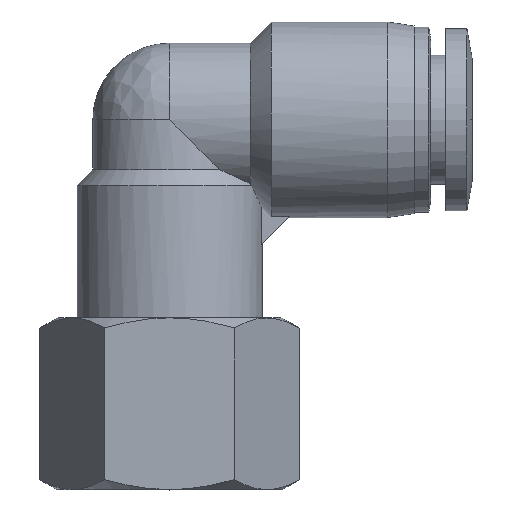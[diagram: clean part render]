
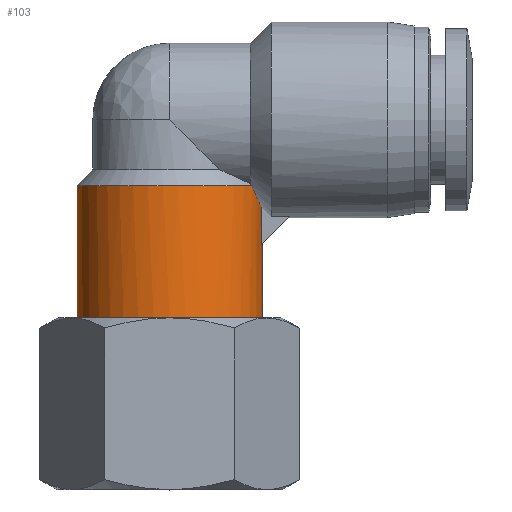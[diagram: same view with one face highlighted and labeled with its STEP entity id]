
A CAD part, top view. The second image highlights one B-rep face of the part: STEP entity #103.
In plain terms, the highlighted cylindrical face has radius 7 mm (diameter 14 mm), a partial arc.
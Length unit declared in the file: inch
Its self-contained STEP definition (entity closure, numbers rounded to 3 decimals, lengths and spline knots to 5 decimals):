
#1 = CIRCLE ( 'NONE', #1173, 0.27559 ) ;
#4 = LINE ( 'NONE', #164, #2000 ) ;
#14 = CARTESIAN_POINT ( 'NONE',  ( 0., 0.3937, 0. ) ) ;
#43 = CARTESIAN_POINT ( 'NONE',  ( 0.27559, 0.22047, 0. ) ) ;
#52 = DIRECTION ( 'NONE',  ( -1., 0., 0. ) ) ;
#65 = CARTESIAN_POINT ( 'NONE',  ( 0., 0.19685, 0. ) ) ;
#69 = EDGE_CURVE ( 'NONE', #3102, #834, #2952, .T. ) ;
#103 = ADVANCED_FACE ( 'NONE', ( #1592 ), #1854, .T. ) ;
#104 = ORIENTED_EDGE ( 'NONE', *, *, #2056, .T. ) ;
#146 = CARTESIAN_POINT ( 'NONE',  ( -0.27559, 0., 0. ) ) ;
#164 = CARTESIAN_POINT ( 'NONE',  ( -0.27559, 0.19685, 0. ) ) ;
#169 = VECTOR ( 'NONE', #1263, 39.37008 ) ;
#219 = DIRECTION ( 'NONE',  ( 0., 1., 0. ) ) ;
#281 = DIRECTION ( 'NONE',  ( -1., 0., 0. ) ) ;
#293 =( BOUNDED_CURVE ( )  B_SPLINE_CURVE ( 3, ( #43, #2374, #2638, #1154 ),
 .UNSPECIFIED., .F., .F. ) 
 B_SPLINE_CURVE_WITH_KNOTS ( ( 4, 4 ),
 ( 0., 0.14335 ),
 .UNSPECIFIED. ) 
 CURVE ( )  GEOMETRIC_REPRESENTATION_ITEM ( )  RATIONAL_B_SPLINE_CURVE ( ( 1., 0.998, 0.998, 1. ) ) 
 REPRESENTATION_ITEM ( '' )  );
#399 = CARTESIAN_POINT ( 'NONE',  ( 0.24531, 0.3937, 0.12559 ) ) ;
#436 = DIRECTION ( 'NONE',  ( -1., 0., 0. ) ) ;
#445 = DIRECTION ( 'NONE',  ( 0., -1., 0. ) ) ;
#459 = CARTESIAN_POINT ( 'NONE',  ( 0., 0., 0. ) ) ;
#526 = CARTESIAN_POINT ( 'NONE',  ( -0.27559, 0.3937, 0. ) ) ;
#645 = CARTESIAN_POINT ( 'NONE',  ( 0.2702, 0.33788, 0.05711 ) ) ;
#647 = ORIENTED_EDGE ( 'NONE', *, *, #1886, .F. ) ;
#723 = B_SPLINE_CURVE_WITH_KNOTS ( 'NONE', 3,
 ( #2428, #645, #2685, #1198, #2916, #1455 ),
 .UNSPECIFIED., .F., .F.,
 ( 4, 2, 4 ),
 ( 0., 0.0014, 0.0028 ),
 .UNSPECIFIED. ) ;
#776 = VERTEX_POINT ( 'NONE', #1698 ) ;
#834 = VERTEX_POINT ( 'NONE', #146 ) ;
#986 = DIRECTION ( 'NONE',  ( 0., 1., 0. ) ) ;
#1037 = VERTEX_POINT ( 'NONE', #2121 ) ;
#1154 = CARTESIAN_POINT ( 'NONE',  ( 0.27276, 0.21765, 0.03937 ) ) ;
#1162 = VERTEX_POINT ( 'NONE', #1580 ) ;
#1164 = ORIENTED_EDGE ( 'NONE', *, *, #3206, .T. ) ;
#1173 = AXIS2_PLACEMENT_3D ( 'NONE', #14, #1845, #281 ) ;
#1198 = CARTESIAN_POINT ( 'NONE',  ( 0.25649, 0.36746, 0.10197 ) ) ;
#1246 = VERTEX_POINT ( 'NONE', #399 ) ;
#1263 = DIRECTION ( 'NONE',  ( 0., 1., 0. ) ) ;
#1335 = VECTOR ( 'NONE', #986, 39.37008 ) ;
#1455 = CARTESIAN_POINT ( 'NONE',  ( 0.24531, 0.3937, 0.12559 ) ) ;
#1517 = DIRECTION ( 'NONE',  ( 0., 1., 0. ) ) ;
#1580 = CARTESIAN_POINT ( 'NONE',  ( 0.27276, 0.33259, 0.03937 ) ) ;
#1592 = FACE_OUTER_BOUND ( 'NONE', #2570, .T. ) ;
#1698 = CARTESIAN_POINT ( 'NONE',  ( 0.27559, 0.22047, 0. ) ) ;
#1716 = VERTEX_POINT ( 'NONE', #526 ) ;
#1845 = DIRECTION ( 'NONE',  ( 0., -1., 0. ) ) ;
#1854 = CYLINDRICAL_SURFACE ( 'NONE', #2219, 0.27559 ) ;
#1886 = EDGE_CURVE ( 'NONE', #834, #1716, #4, .T. ) ;
#1901 = ORIENTED_EDGE ( 'NONE', *, *, #2555, .T. ) ;
#2000 = VECTOR ( 'NONE', #1517, 39.37008 ) ;
#2056 = EDGE_CURVE ( 'NONE', #1246, #1716, #1, .T. ) ;
#2068 = LINE ( 'NONE', #3233, #1335 ) ;
#2121 = CARTESIAN_POINT ( 'NONE',  ( 0.27276, 0.21765, 0.03937 ) ) ;
#2146 = LINE ( 'NONE', #2746, #169 ) ;
#2171 = CARTESIAN_POINT ( 'NONE',  ( 0.27559, 0., 0. ) ) ;
#2206 = ORIENTED_EDGE ( 'NONE', *, *, #69, .F. ) ;
#2214 = EDGE_CURVE ( 'NONE', #1162, #1246, #723, .T. ) ;
#2219 = AXIS2_PLACEMENT_3D ( 'NONE', #65, #219, #52 ) ;
#2374 = CARTESIAN_POINT ( 'NONE',  ( 0.27559, 0.22047, 0.01318 ) ) ;
#2428 = CARTESIAN_POINT ( 'NONE',  ( 0.27276, 0.33259, 0.03937 ) ) ;
#2555 = EDGE_CURVE ( 'NONE', #1037, #1162, #2068, .T. ) ;
#2563 = ORIENTED_EDGE ( 'NONE', *, *, #2873, .T. ) ;
#2570 = EDGE_LOOP ( 'NONE', ( #2206, #1164, #2563, #1901, #2683, #104, #647 ) ) ;
#2638 = CARTESIAN_POINT ( 'NONE',  ( 0.27465, 0.21953, 0.02633 ) ) ;
#2683 = ORIENTED_EDGE ( 'NONE', *, *, #2214, .T. ) ;
#2685 = CARTESIAN_POINT ( 'NONE',  ( 0.2662, 0.34624, 0.07296 ) ) ;
#2746 = CARTESIAN_POINT ( 'NONE',  ( 0.27559, 0.19685, 0. ) ) ;
#2873 = EDGE_CURVE ( 'NONE', #776, #1037, #293, .T. ) ;
#2916 = CARTESIAN_POINT ( 'NONE',  ( 0.25099, 0.37989, 0.1145 ) ) ;
#2933 = AXIS2_PLACEMENT_3D ( 'NONE', #459, #445, #436 ) ;
#2952 = CIRCLE ( 'NONE', #2933, 0.27559 ) ;
#3102 = VERTEX_POINT ( 'NONE', #2171 ) ;
#3206 = EDGE_CURVE ( 'NONE', #3102, #776, #2146, .T. ) ;
#3233 = CARTESIAN_POINT ( 'NONE',  ( 0.27276, 0.19685, 0.03937 ) ) ;
